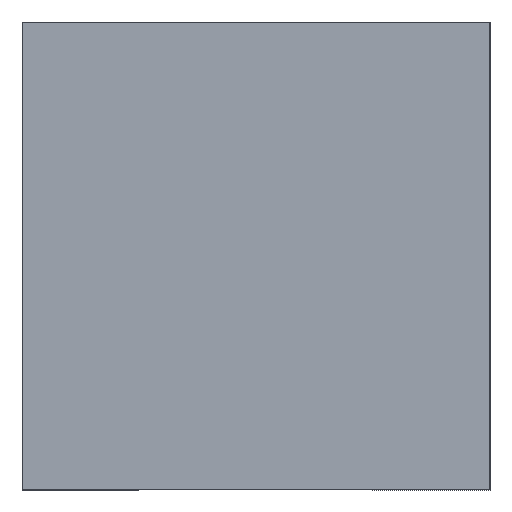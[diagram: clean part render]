
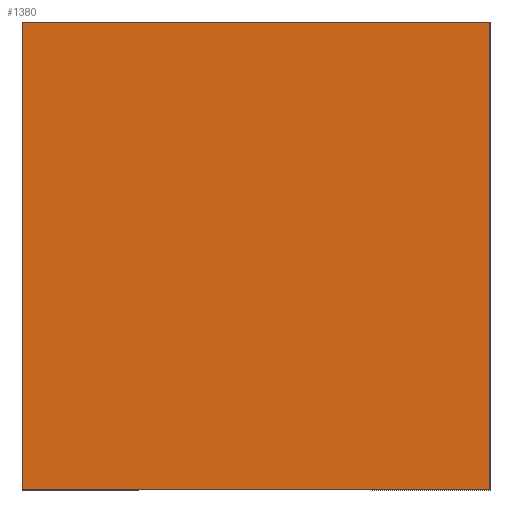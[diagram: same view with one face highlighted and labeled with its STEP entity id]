
A CAD part, left-side view. The second image highlights one B-rep face of the part: STEP entity #1380.
In plain terms, the highlighted planar face has unit normal (-1, 0, 0).
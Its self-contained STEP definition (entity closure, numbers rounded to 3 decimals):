
#74 = LINE ( 'NONE', #1254, #1320 ) ;
#101 = VECTOR ( 'NONE', #821, 1000. ) ;
#242 = ORIENTED_EDGE ( 'NONE', *, *, #995, .F. ) ;
#454 = EDGE_LOOP ( 'NONE', ( #657, #1837, #242, #1572 ) ) ;
#486 = CARTESIAN_POINT ( 'NONE',  ( 0., 0., 0. ) ) ;
#573 = CARTESIAN_POINT ( 'NONE',  ( 0., 2., 0. ) ) ;
#605 = VECTOR ( 'NONE', #1026, 1000. ) ;
#640 = CARTESIAN_POINT ( 'NONE',  ( 0., 2., -2. ) ) ;
#655 = CARTESIAN_POINT ( 'NONE',  ( 0., 2., 0. ) ) ;
#657 = ORIENTED_EDGE ( 'NONE', *, *, #823, .T. ) ;
#698 = EDGE_CURVE ( 'NONE', #774, #981, #1530, .T. ) ;
#737 = VECTOR ( 'NONE', #910, 1000. ) ;
#774 = VERTEX_POINT ( 'NONE', #640 ) ;
#783 = VERTEX_POINT ( 'NONE', #655 ) ;
#821 = DIRECTION ( 'NONE',  ( 0., -1., 0. ) ) ;
#823 = EDGE_CURVE ( 'NONE', #981, #886, #74, .T. ) ;
#886 = VERTEX_POINT ( 'NONE', #486 ) ;
#910 = DIRECTION ( 'NONE',  ( 0., 0., 1. ) ) ;
#917 = CARTESIAN_POINT ( 'NONE',  ( 0., 0., -2. ) ) ;
#980 = LINE ( 'NONE', #1021, #605 ) ;
#981 = VERTEX_POINT ( 'NONE', #917 ) ;
#995 = EDGE_CURVE ( 'NONE', #774, #783, #2469, .T. ) ;
#1021 = CARTESIAN_POINT ( 'NONE',  ( 0., 2., 0. ) ) ;
#1026 = DIRECTION ( 'NONE',  ( 0., -1., 0. ) ) ;
#1087 = FACE_OUTER_BOUND ( 'NONE', #454, .T. ) ;
#1254 = CARTESIAN_POINT ( 'NONE',  ( 0., 0., 0. ) ) ;
#1320 = VECTOR ( 'NONE', #2246, 1000. ) ;
#1350 = DIRECTION ( 'NONE',  ( 0., 0., -1. ) ) ;
#1380 = ADVANCED_FACE ( 'NONE', ( #1087 ), #2143, .F. ) ;
#1425 = CARTESIAN_POINT ( 'NONE',  ( 0., 2., -2. ) ) ;
#1493 = CARTESIAN_POINT ( 'NONE',  ( 0., 2., 0. ) ) ;
#1530 = LINE ( 'NONE', #1425, #101 ) ;
#1533 = DIRECTION ( 'NONE',  ( 1., 0., 0. ) ) ;
#1560 = AXIS2_PLACEMENT_3D ( 'NONE', #573, #1533, #1350 ) ;
#1572 = ORIENTED_EDGE ( 'NONE', *, *, #698, .T. ) ;
#1837 = ORIENTED_EDGE ( 'NONE', *, *, #2475, .F. ) ;
#2143 = PLANE ( 'NONE',  #1560 ) ;
#2246 = DIRECTION ( 'NONE',  ( 0., 0., 1. ) ) ;
#2469 = LINE ( 'NONE', #1493, #737 ) ;
#2475 = EDGE_CURVE ( 'NONE', #783, #886, #980, .T. ) ;
